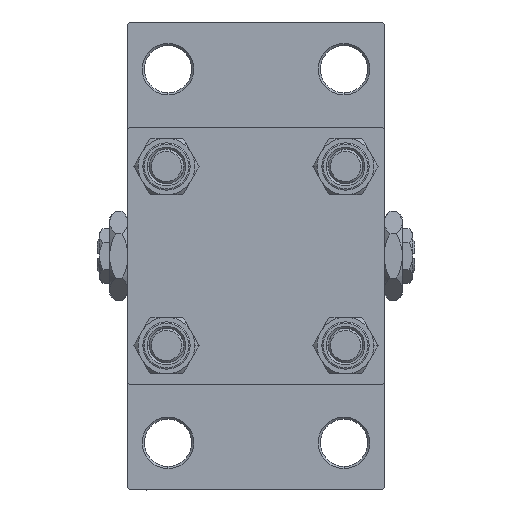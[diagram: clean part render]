
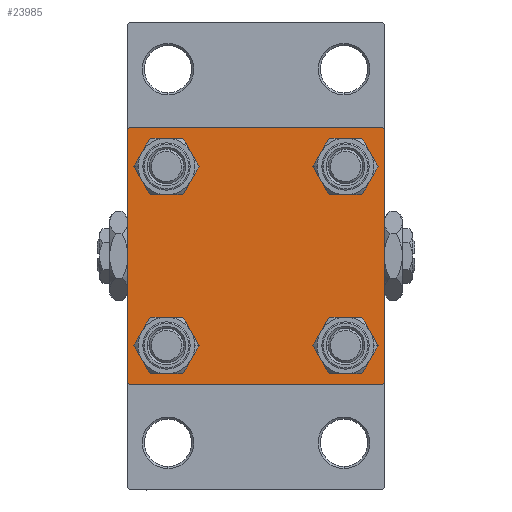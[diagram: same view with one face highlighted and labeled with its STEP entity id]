
A CAD part, left-side view. The second image highlights one B-rep face of the part: STEP entity #23985.
In plain terms, the highlighted planar face has unit normal (-1, 0, 0).
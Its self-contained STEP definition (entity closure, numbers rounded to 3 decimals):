
#440 = CARTESIAN_POINT ( 'NONE',  ( 0., 20.85, 25.35 ) ) ;
#768 = ORIENTED_EDGE ( 'NONE', *, *, #25372, .T. ) ;
#890 = VERTEX_POINT ( 'NONE', #43024 ) ;
#1026 = DIRECTION ( 'NONE',  ( 1., 0., 0. ) ) ;
#1050 = EDGE_CURVE ( 'NONE', #9157, #29983, #7839, .T. ) ;
#1055 = CARTESIAN_POINT ( 'NONE',  ( 0., -29.75, 29.75 ) ) ;
#1456 = CARTESIAN_POINT ( 'NONE',  ( 0., 30., -30. ) ) ;
#1483 = CARTESIAN_POINT ( 'NONE',  ( 0., 29.5, -30. ) ) ;
#2958 = EDGE_CURVE ( 'NONE', #38827, #42361, #16283, .T. ) ;
#3100 = EDGE_LOOP ( 'NONE', ( #46785, #47023 ) ) ;
#3264 = EDGE_CURVE ( 'NONE', #17533, #30827, #31251, .T. ) ;
#3718 = DIRECTION ( 'NONE',  ( 0., 0., 1. ) ) ;
#4211 = FACE_BOUND ( 'NONE', #14407, .T. ) ;
#5536 = EDGE_CURVE ( 'NONE', #45277, #39382, #38724, .T. ) ;
#5701 = CARTESIAN_POINT ( 'NONE',  ( 0., -20.85, 25.35 ) ) ;
#5713 = CARTESIAN_POINT ( 'NONE',  ( 0., -29.5, -30. ) ) ;
#6081 = DIRECTION ( 'NONE',  ( 0., 0., 1. ) ) ;
#6478 = CARTESIAN_POINT ( 'NONE',  ( 0., 30., -29.5 ) ) ;
#6516 = ORIENTED_EDGE ( 'NONE', *, *, #1050, .T. ) ;
#6679 = EDGE_CURVE ( 'NONE', #9451, #25245, #26178, .T. ) ;
#6846 = EDGE_CURVE ( 'NONE', #46346, #17533, #17455, .T. ) ;
#7001 = ORIENTED_EDGE ( 'NONE', *, *, #5536, .F. ) ;
#7839 = CIRCLE ( 'NONE', #31460, 4.5 ) ;
#8089 = AXIS2_PLACEMENT_3D ( 'NONE', #20102, #46237, #31929 ) ;
#9157 = VERTEX_POINT ( 'NONE', #16682 ) ;
#9451 = VERTEX_POINT ( 'NONE', #41481 ) ;
#9579 = CARTESIAN_POINT ( 'NONE',  ( 0., 29.75, -29.75 ) ) ;
#10040 = ORIENTED_EDGE ( 'NONE', *, *, #12074, .T. ) ;
#10593 = DIRECTION ( 'NONE',  ( 1., 0., 0. ) ) ;
#11098 = VECTOR ( 'NONE', #35594, 1000. ) ;
#11326 = PLANE ( 'NONE',  #16603 ) ;
#12026 = EDGE_LOOP ( 'NONE', ( #768, #15740 ) ) ;
#12074 = EDGE_CURVE ( 'NONE', #29983, #9157, #21432, .T. ) ;
#13035 = EDGE_CURVE ( 'NONE', #25245, #9451, #17553, .T. ) ;
#13278 = DIRECTION ( 'NONE',  ( 0., 0.707, -0.707 ) ) ;
#14199 = VECTOR ( 'NONE', #42894, 1000. ) ;
#14407 = EDGE_LOOP ( 'NONE', ( #10040, #6516 ) ) ;
#14895 = VERTEX_POINT ( 'NONE', #5701 ) ;
#15679 = ORIENTED_EDGE ( 'NONE', *, *, #27609, .T. ) ;
#15740 = ORIENTED_EDGE ( 'NONE', *, *, #45023, .T. ) ;
#16069 = DIRECTION ( 'NONE',  ( 0., 0.707, 0.707 ) ) ;
#16283 = LINE ( 'NONE', #32268, #14199 ) ;
#16603 = AXIS2_PLACEMENT_3D ( 'NONE', #18479, #29576, #3718 ) ;
#16682 = CARTESIAN_POINT ( 'NONE',  ( 0., 20.85, 16.35 ) ) ;
#17369 = VECTOR ( 'NONE', #16069, 1000. ) ;
#17455 = LINE ( 'NONE', #9579, #34027 ) ;
#17533 = VERTEX_POINT ( 'NONE', #1483 ) ;
#17553 = CIRCLE ( 'NONE', #35667, 4.5 ) ;
#18410 = AXIS2_PLACEMENT_3D ( 'NONE', #38094, #41804, #27010 ) ;
#18479 = CARTESIAN_POINT ( 'NONE',  ( 0., 0., 0. ) ) ;
#18663 = ORIENTED_EDGE ( 'NONE', *, *, #42581, .T. ) ;
#18881 = LINE ( 'NONE', #45009, #42437 ) ;
#19346 = LINE ( 'NONE', #46930, #11098 ) ;
#19536 = EDGE_CURVE ( 'NONE', #30827, #39382, #18881, .T. ) ;
#20102 = CARTESIAN_POINT ( 'NONE',  ( 0., 20.85, 20.85 ) ) ;
#20232 = DIRECTION ( 'NONE',  ( 0., 0., -1. ) ) ;
#20911 = LINE ( 'NONE', #35472, #26439 ) ;
#21090 = DIRECTION ( 'NONE',  ( 1., 0., 0. ) ) ;
#21432 = CIRCLE ( 'NONE', #8089, 4.5 ) ;
#22879 = CIRCLE ( 'NONE', #29190, 4.5 ) ;
#23286 = EDGE_LOOP ( 'NONE', ( #29678, #29504 ) ) ;
#23774 = EDGE_CURVE ( 'NONE', #45277, #42361, #34789, .T. ) ;
#23821 = AXIS2_PLACEMENT_3D ( 'NONE', #41648, #10593, #29329 ) ;
#23985 = ADVANCED_FACE ( 'NONE', ( #45571, #26122, #45335, #4211, #48548 ), #11326, .T. ) ;
#24508 = VERTEX_POINT ( 'NONE', #33326 ) ;
#25245 = VERTEX_POINT ( 'NONE', #30987 ) ;
#25372 = EDGE_CURVE ( 'NONE', #890, #38267, #47998, .T. ) ;
#26122 = FACE_BOUND ( 'NONE', #12026, .T. ) ;
#26178 = CIRCLE ( 'NONE', #23821, 4.5 ) ;
#26439 = VECTOR ( 'NONE', #13278, 1000. ) ;
#26764 = AXIS2_PLACEMENT_3D ( 'NONE', #46991, #21090, #6081 ) ;
#26886 = CARTESIAN_POINT ( 'NONE',  ( 0., -20.85, -20.85 ) ) ;
#27010 = DIRECTION ( 'NONE',  ( 0., 0., 1. ) ) ;
#27343 = ORIENTED_EDGE ( 'NONE', *, *, #3264, .T. ) ;
#27609 = EDGE_CURVE ( 'NONE', #24508, #46346, #19346, .T. ) ;
#27903 = EDGE_CURVE ( 'NONE', #48541, #14895, #22879, .T. ) ;
#28149 = CARTESIAN_POINT ( 'NONE',  ( 0., -29.5, 30. ) ) ;
#28299 = ORIENTED_EDGE ( 'NONE', *, *, #23774, .T. ) ;
#28713 = CARTESIAN_POINT ( 'NONE',  ( 0., 29.5, 30. ) ) ;
#29190 = AXIS2_PLACEMENT_3D ( 'NONE', #45410, #31115, #34562 ) ;
#29329 = DIRECTION ( 'NONE',  ( 0., 0., 1. ) ) ;
#29504 = ORIENTED_EDGE ( 'NONE', *, *, #27903, .T. ) ;
#29576 = DIRECTION ( 'NONE',  ( -1., 0., 0. ) ) ;
#29678 = ORIENTED_EDGE ( 'NONE', *, *, #35727, .T. ) ;
#29983 = VERTEX_POINT ( 'NONE', #440 ) ;
#30827 = VERTEX_POINT ( 'NONE', #5713 ) ;
#30987 = CARTESIAN_POINT ( 'NONE',  ( 0., 20.85, -16.35 ) ) ;
#31115 = DIRECTION ( 'NONE',  ( 1., 0., 0. ) ) ;
#31251 = LINE ( 'NONE', #1456, #35465 ) ;
#31332 = CARTESIAN_POINT ( 'NONE',  ( 0., -30., 30. ) ) ;
#31460 = AXIS2_PLACEMENT_3D ( 'NONE', #37066, #36586, #36822 ) ;
#31498 = CARTESIAN_POINT ( 'NONE',  ( 0., -30., -29.5 ) ) ;
#31779 = ORIENTED_EDGE ( 'NONE', *, *, #19536, .T. ) ;
#31792 = CARTESIAN_POINT ( 'NONE',  ( 0., -30., 29.5 ) ) ;
#31929 = DIRECTION ( 'NONE',  ( 0., 0., 1. ) ) ;
#32268 = CARTESIAN_POINT ( 'NONE',  ( 0., 30., 30. ) ) ;
#33326 = CARTESIAN_POINT ( 'NONE',  ( 0., 30., 29.5 ) ) ;
#33421 = DIRECTION ( 'NONE',  ( 0., -0.707, 0.707 ) ) ;
#34027 = VECTOR ( 'NONE', #39641, 1000. ) ;
#34562 = DIRECTION ( 'NONE',  ( 0., 0., 1. ) ) ;
#34789 = LINE ( 'NONE', #1055, #17369 ) ;
#35408 = EDGE_LOOP ( 'NONE', ( #15679, #43979, #27343, #31779, #7001, #28299, #39233, #18663 ) ) ;
#35465 = VECTOR ( 'NONE', #42835, 1000. ) ;
#35472 = CARTESIAN_POINT ( 'NONE',  ( 0., 29.75, 29.75 ) ) ;
#35594 = DIRECTION ( 'NONE',  ( 0., 0., -1. ) ) ;
#35667 = AXIS2_PLACEMENT_3D ( 'NONE', #47495, #39854, #46772 ) ;
#35727 = EDGE_CURVE ( 'NONE', #14895, #48541, #40475, .T. ) ;
#36586 = DIRECTION ( 'NONE',  ( 1., 0., 0. ) ) ;
#36822 = DIRECTION ( 'NONE',  ( 0., 0., 1. ) ) ;
#37066 = CARTESIAN_POINT ( 'NONE',  ( 0., 20.85, 20.85 ) ) ;
#38094 = CARTESIAN_POINT ( 'NONE',  ( 0., -20.85, 20.85 ) ) ;
#38267 = VERTEX_POINT ( 'NONE', #40633 ) ;
#38724 = LINE ( 'NONE', #31332, #47351 ) ;
#38827 = VERTEX_POINT ( 'NONE', #28713 ) ;
#39233 = ORIENTED_EDGE ( 'NONE', *, *, #2958, .F. ) ;
#39382 = VERTEX_POINT ( 'NONE', #31498 ) ;
#39641 = DIRECTION ( 'NONE',  ( 0., -0.707, -0.707 ) ) ;
#39854 = DIRECTION ( 'NONE',  ( 1., 0., 0. ) ) ;
#39957 = CIRCLE ( 'NONE', #47064, 4.5 ) ;
#40475 = CIRCLE ( 'NONE', #18410, 4.5 ) ;
#40633 = CARTESIAN_POINT ( 'NONE',  ( 0., -20.85, -25.35 ) ) ;
#41481 = CARTESIAN_POINT ( 'NONE',  ( 0., 20.85, -25.35 ) ) ;
#41648 = CARTESIAN_POINT ( 'NONE',  ( 0., 20.85, -20.85 ) ) ;
#41804 = DIRECTION ( 'NONE',  ( 1., 0., 0. ) ) ;
#42361 = VERTEX_POINT ( 'NONE', #28149 ) ;
#42437 = VECTOR ( 'NONE', #33421, 1000. ) ;
#42581 = EDGE_CURVE ( 'NONE', #38827, #24508, #20911, .T. ) ;
#42835 = DIRECTION ( 'NONE',  ( 0., -1., 0. ) ) ;
#42894 = DIRECTION ( 'NONE',  ( 0., -1., 0. ) ) ;
#43024 = CARTESIAN_POINT ( 'NONE',  ( 0., -20.85, -16.35 ) ) ;
#43979 = ORIENTED_EDGE ( 'NONE', *, *, #6846, .T. ) ;
#44596 = CARTESIAN_POINT ( 'NONE',  ( 0., -20.85, 16.35 ) ) ;
#45009 = CARTESIAN_POINT ( 'NONE',  ( 0., -29.75, -29.75 ) ) ;
#45023 = EDGE_CURVE ( 'NONE', #38267, #890, #39957, .T. ) ;
#45277 = VERTEX_POINT ( 'NONE', #31792 ) ;
#45335 = FACE_BOUND ( 'NONE', #3100, .T. ) ;
#45410 = CARTESIAN_POINT ( 'NONE',  ( 0., -20.85, 20.85 ) ) ;
#45571 = FACE_BOUND ( 'NONE', #23286, .T. ) ;
#46237 = DIRECTION ( 'NONE',  ( 1., 0., 0. ) ) ;
#46346 = VERTEX_POINT ( 'NONE', #6478 ) ;
#46349 = DIRECTION ( 'NONE',  ( 0., 0., 1. ) ) ;
#46772 = DIRECTION ( 'NONE',  ( 0., 0., 1. ) ) ;
#46785 = ORIENTED_EDGE ( 'NONE', *, *, #13035, .T. ) ;
#46930 = CARTESIAN_POINT ( 'NONE',  ( 0., 30., 30. ) ) ;
#46991 = CARTESIAN_POINT ( 'NONE',  ( 0., -20.85, -20.85 ) ) ;
#47023 = ORIENTED_EDGE ( 'NONE', *, *, #6679, .T. ) ;
#47064 = AXIS2_PLACEMENT_3D ( 'NONE', #26886, #1026, #46349 ) ;
#47351 = VECTOR ( 'NONE', #20232, 1000. ) ;
#47495 = CARTESIAN_POINT ( 'NONE',  ( 0., 20.85, -20.85 ) ) ;
#47998 = CIRCLE ( 'NONE', #26764, 4.5 ) ;
#48541 = VERTEX_POINT ( 'NONE', #44596 ) ;
#48548 = FACE_OUTER_BOUND ( 'NONE', #35408, .T. ) ;
